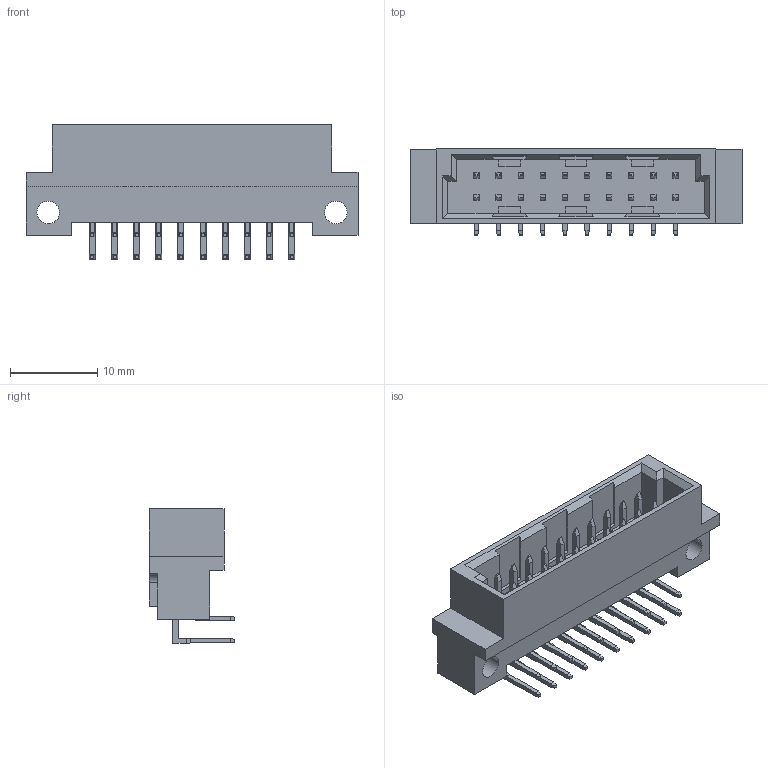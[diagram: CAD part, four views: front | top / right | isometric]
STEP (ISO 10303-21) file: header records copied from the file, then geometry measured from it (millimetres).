
FILE_DESCRIPTION(('CoCreate Modeling STEP Export'),'2;1');
FILE_NAME('PCN10-20P-2.54DS.stp','2013-02-12T10:36:22',(''),(''),'CoCreate Modeling STEP processor for AP214 (Solid Model)','CoCreate Modeling 17.0 01-Apr-2010 (C) Parametric Technology GmbH','');
FILE_SCHEMA(('AUTOMOTIVE_DESIGN { 1 0 10303 214 1 1 1 1 }'));
Length unit declared in the file: millimetre
Products named in the file (1): PCN10-20P-2.54DS
Bounding box: 38.12 x 9.85 x 15.48 mm (x, y, z)
Volume: 1945.1 mm3; surface area: 2892 mm2
Topology: 1 solids, 1 shells, 583 faces, 1368 edges, 830 vertices
Faces by surface type: plane 577, cylinder 6
Entity records: 15974 total; most frequent: CARTESIAN_POINT 2768, ORIENTED_EDGE 2736, DIRECTION 2528, EDGE_CURVE 1368, VECTOR 1348, LINE 1348, VERTEX_POINT 830, EDGE_LOOP 630
